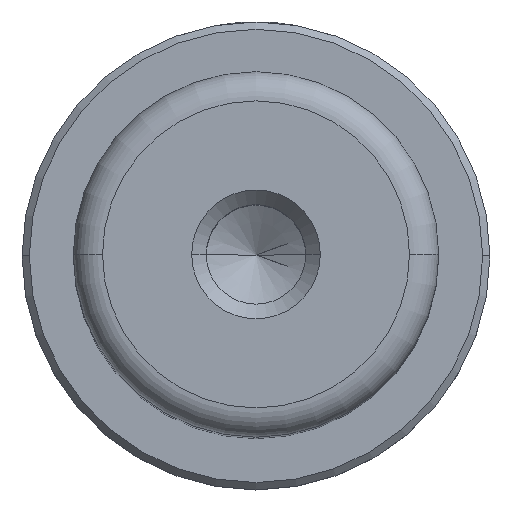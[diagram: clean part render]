
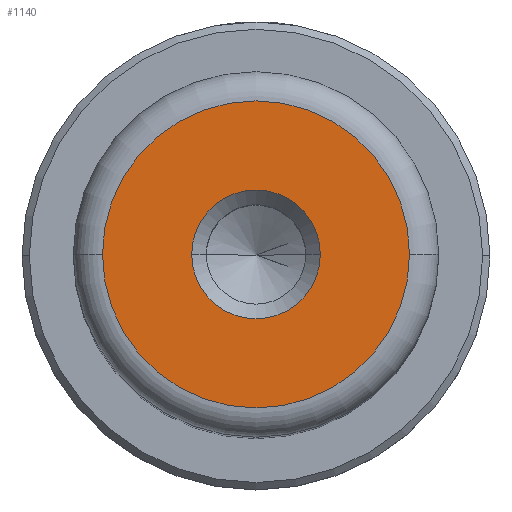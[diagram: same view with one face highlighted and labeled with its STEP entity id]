
A CAD part, top view. The second image highlights one B-rep face of the part: STEP entity #1140.
In plain terms, the highlighted planar face has unit normal (0, 0, 1).
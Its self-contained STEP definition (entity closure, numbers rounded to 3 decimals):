
#11 = DIRECTION ( 'NONE',  ( 0., 0., 1. ) ) ;
#71 = DIRECTION ( 'NONE',  ( 1., 0., 0. ) ) ;
#89 = VERTEX_POINT ( 'NONE', #1008 ) ;
#90 = VERTEX_POINT ( 'NONE', #1024 ) ;
#92 = DIRECTION ( 'NONE',  ( 0., 0., 1. ) ) ;
#93 = EDGE_CURVE ( 'NONE', #90, #89, #512, .T. ) ;
#117 = CARTESIAN_POINT ( 'NONE',  ( 0., 0., 81. ) ) ;
#169 = ORIENTED_EDGE ( 'NONE', *, *, #93, .T. ) ;
#408 = AXIS2_PLACEMENT_3D ( 'NONE', #940, #936, #923 ) ;
#470 = AXIS2_PLACEMENT_3D ( 'NONE', #890, #11, #1218 ) ;
#512 = CIRCLE ( 'NONE', #408, 4.4 ) ;
#544 = VERTEX_POINT ( 'NONE', #1556 ) ;
#571 = VERTEX_POINT ( 'NONE', #1091 ) ;
#593 = CIRCLE ( 'NONE', #1102, 10.5 ) ;
#634 = CARTESIAN_POINT ( 'NONE',  ( 0., 0., 81. ) ) ;
#669 = ORIENTED_EDGE ( 'NONE', *, *, #909, .T. ) ;
#767 = CARTESIAN_POINT ( 'NONE',  ( 0., 0., 81. ) ) ;
#796 = DIRECTION ( 'NONE',  ( 1., 0., 0. ) ) ;
#820 = FACE_OUTER_BOUND ( 'NONE', #1110, .T. ) ;
#890 = CARTESIAN_POINT ( 'NONE',  ( 0., 0., 81. ) ) ;
#909 = EDGE_CURVE ( 'NONE', #544, #571, #1059, .T. ) ;
#923 = DIRECTION ( 'NONE',  ( 1., 0., 0. ) ) ;
#936 = DIRECTION ( 'NONE',  ( 0., 0., -1. ) ) ;
#939 = DIRECTION ( 'NONE',  ( 1., 0., 0. ) ) ;
#940 = CARTESIAN_POINT ( 'NONE',  ( 0., 0., 81. ) ) ;
#1008 = CARTESIAN_POINT ( 'NONE',  ( 4.4, 0., 81. ) ) ;
#1024 = CARTESIAN_POINT ( 'NONE',  ( -4.4, 0., 81. ) ) ;
#1059 = CIRCLE ( 'NONE', #1164, 10.5 ) ;
#1091 = CARTESIAN_POINT ( 'NONE',  ( 10.5, 0., 81. ) ) ;
#1102 = AXIS2_PLACEMENT_3D ( 'NONE', #634, #1742, #796 ) ;
#1110 = EDGE_LOOP ( 'NONE', ( #1692, #669 ) ) ;
#1138 = AXIS2_PLACEMENT_3D ( 'NONE', #767, #1856, #939 ) ;
#1140 = ADVANCED_FACE ( 'NONE', ( #1673, #820 ), #1816, .T. ) ;
#1164 = AXIS2_PLACEMENT_3D ( 'NONE', #117, #92, #71 ) ;
#1218 = DIRECTION ( 'NONE',  ( 1., 0., 0. ) ) ;
#1222 = EDGE_CURVE ( 'NONE', #89, #90, #1528, .T. ) ;
#1359 = EDGE_LOOP ( 'NONE', ( #1869, #169 ) ) ;
#1528 = CIRCLE ( 'NONE', #1138, 4.4 ) ;
#1556 = CARTESIAN_POINT ( 'NONE',  ( -10.5, 0., 81. ) ) ;
#1577 = EDGE_CURVE ( 'NONE', #571, #544, #593, .T. ) ;
#1673 = FACE_BOUND ( 'NONE', #1359, .T. ) ;
#1692 = ORIENTED_EDGE ( 'NONE', *, *, #1577, .T. ) ;
#1742 = DIRECTION ( 'NONE',  ( 0., 0., 1. ) ) ;
#1816 = PLANE ( 'NONE',  #470 ) ;
#1856 = DIRECTION ( 'NONE',  ( 0., 0., -1. ) ) ;
#1869 = ORIENTED_EDGE ( 'NONE', *, *, #1222, .T. ) ;
